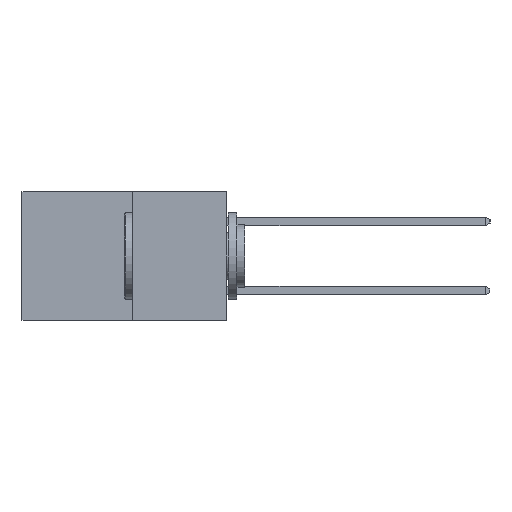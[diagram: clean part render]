
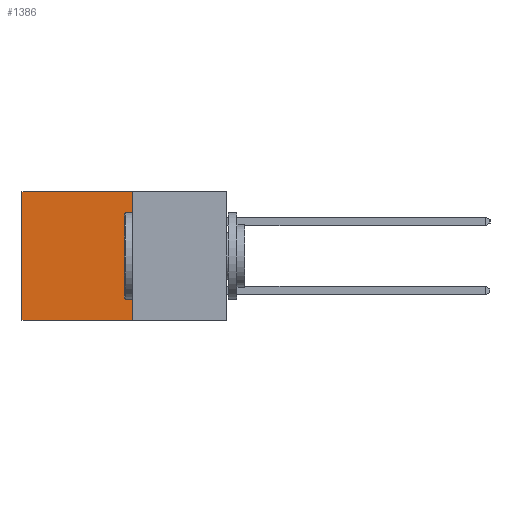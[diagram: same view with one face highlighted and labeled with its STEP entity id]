
A CAD part, left-side view. The second image highlights one B-rep face of the part: STEP entity #1386.
In plain terms, the highlighted planar face has unit normal (-1, 0, 0).
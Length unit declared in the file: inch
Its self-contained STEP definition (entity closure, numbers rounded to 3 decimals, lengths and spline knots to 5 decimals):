
#22 = EDGE_CURVE ( 'NONE', #884, #5785, #2272, .T. ) ;
#884 = VERTEX_POINT ( 'NONE', #6562 ) ;
#1004 = DIRECTION ( 'NONE',  ( 0., 1., 0. ) ) ;
#1158 = EDGE_CURVE ( 'NONE', #2525, #5785, #9929, .T. ) ;
#1336 = VECTOR ( 'NONE', #6039, 39.37008 ) ;
#1386 = ADVANCED_FACE ( 'NONE', ( #2103 ), #4187, .F. ) ;
#1644 = LINE ( 'NONE', #5907, #1336 ) ;
#1745 = ORIENTED_EDGE ( 'NONE', *, *, #1158, .F. ) ;
#1856 = AXIS2_PLACEMENT_3D ( 'NONE', #5018, #4576, #10080 ) ;
#2103 = FACE_OUTER_BOUND ( 'NONE', #5506, .T. ) ;
#2272 = LINE ( 'NONE', #3867, #4566 ) ;
#2525 = VERTEX_POINT ( 'NONE', #6917 ) ;
#2961 = ORIENTED_EDGE ( 'NONE', *, *, #4817, .F. ) ;
#3674 = ORIENTED_EDGE ( 'NONE', *, *, #4768, .T. ) ;
#3719 = VERTEX_POINT ( 'NONE', #9311 ) ;
#3867 = CARTESIAN_POINT ( 'NONE',  ( 0.277, 0.59, -0.37 ) ) ;
#4028 = VECTOR ( 'NONE', #7001, 39.37008 ) ;
#4187 = PLANE ( 'NONE',  #1856 ) ;
#4199 = ORIENTED_EDGE ( 'NONE', *, *, #22, .T. ) ;
#4273 = LINE ( 'NONE', #6197, #4028 ) ;
#4566 = VECTOR ( 'NONE', #8021, 39.37008 ) ;
#4576 = DIRECTION ( 'NONE',  ( 1., 0., 0. ) ) ;
#4768 = EDGE_CURVE ( 'NONE', #3719, #884, #4273, .T. ) ;
#4817 = EDGE_CURVE ( 'NONE', #3719, #2525, #1644, .T. ) ;
#5018 = CARTESIAN_POINT ( 'NONE',  ( 0.277, 0.27, -0.37 ) ) ;
#5506 = EDGE_LOOP ( 'NONE', ( #4199, #1745, #2961, #3674 ) ) ;
#5785 = VERTEX_POINT ( 'NONE', #8165 ) ;
#5907 = CARTESIAN_POINT ( 'NONE',  ( 0.277, 0.27, -0.37 ) ) ;
#6039 = DIRECTION ( 'NONE',  ( 0., 0., -1. ) ) ;
#6197 = CARTESIAN_POINT ( 'NONE',  ( 0.277, 0.27, 0. ) ) ;
#6562 = CARTESIAN_POINT ( 'NONE',  ( 0.277, 0.59, 0. ) ) ;
#6917 = CARTESIAN_POINT ( 'NONE',  ( 0.277, 0.27, -0.37 ) ) ;
#7001 = DIRECTION ( 'NONE',  ( 0., 1., 0. ) ) ;
#7940 = VECTOR ( 'NONE', #1004, 39.37008 ) ;
#8021 = DIRECTION ( 'NONE',  ( 0., 0., -1. ) ) ;
#8165 = CARTESIAN_POINT ( 'NONE',  ( 0.277, 0.59, -0.37 ) ) ;
#9311 = CARTESIAN_POINT ( 'NONE',  ( 0.277, 0.27, 0. ) ) ;
#9328 = CARTESIAN_POINT ( 'NONE',  ( 0.277, 0.27, -0.37 ) ) ;
#9929 = LINE ( 'NONE', #9328, #7940 ) ;
#10080 = DIRECTION ( 'NONE',  ( 0., 0., -1. ) ) ;
